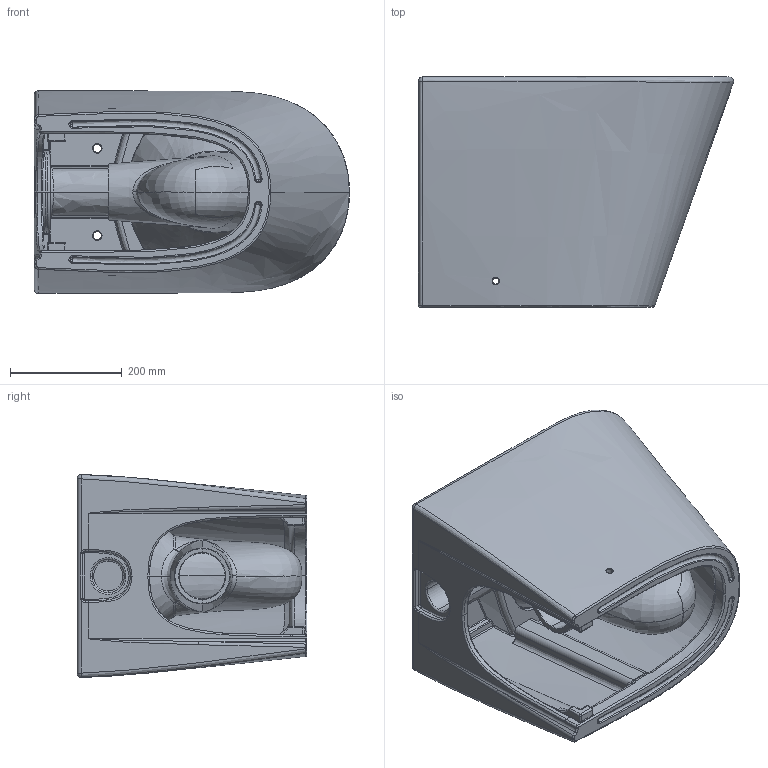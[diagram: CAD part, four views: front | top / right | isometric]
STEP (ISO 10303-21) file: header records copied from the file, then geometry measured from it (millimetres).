
FILE_DESCRIPTION (( 'STEP AP203' ), '1' );
FILE_NAME ('S27R308713.STEP', '2025-03-19T08:31:02', ( '' ), ( '' ), 'SwSTEP 2.0', 'SolidWorks 2021', '' );
FILE_SCHEMA (( 'CONFIG_CONTROL_DESIGN' ));
Products named in the file (1): S27R308713
Bounding box: 564.7 x 412 x 363.77 mm (x, y, z)
Volume: 17007017.1 mm3; surface area: 1918412.9 mm2
Topology: 1 solids, 4 shells, 647 faces, 1570 edges, 894 vertices
Faces by surface type: bspline 413, cylinder 89, plane 53, sphere 46, torus 40, cone 6
Entity records: 124734 total; most frequent: CARTESIAN_POINT 112924, ORIENTED_EDGE 3068, DIRECTION 1578, EDGE_CURVE 1534, VERTEX_POINT 894, B_SPLINE_CURVE_WITH_KNOTS 811, AXIS2_PLACEMENT_3D 693, EDGE_LOOP 658
